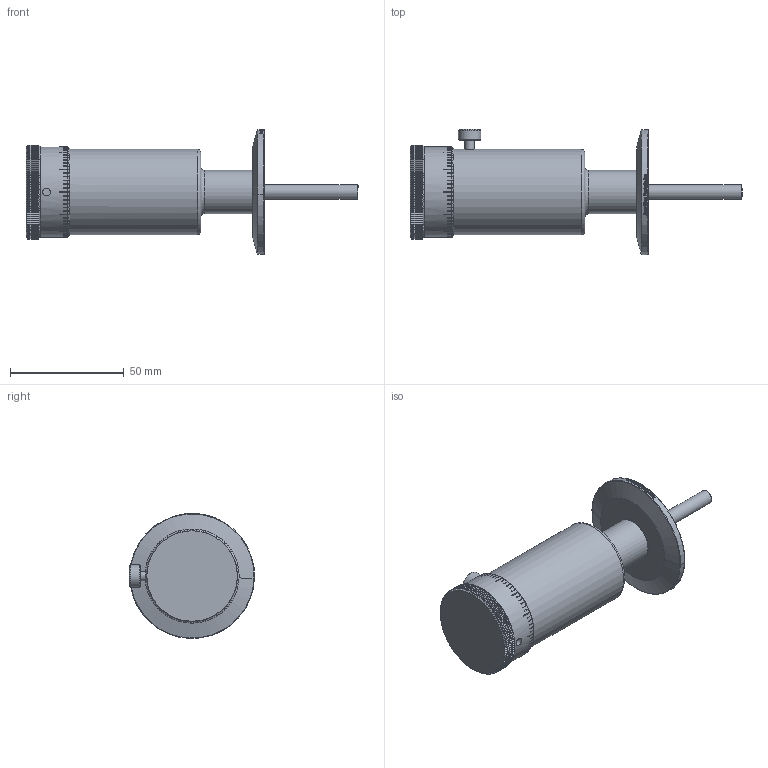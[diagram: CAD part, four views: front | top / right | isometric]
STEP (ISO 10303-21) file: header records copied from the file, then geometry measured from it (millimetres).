
FILE_DESCRIPTION(/* description */ ('Alibre Inc.'),/* implementation_level */ '2;1');
FILE_NAME(/* name */ 'export0',/* time_stamp */ '2018-01-18T13:03:07-08:00',/* author */ (''),/* organization */ (''),/* preprocessor_version */ 'ST-DEVELOPER v14',/* originating_system */ 'Alibre',/* authorisation */ '');
FILE_SCHEMA (('CONFIG_CONTROL_DESIGN'));
Length unit declared in the file: centimetre
Products named in the file (1): ID_1
Bounding box: 145.8 x 54.91 x 54.84 mm (x, y, z)
Volume: 105405.5 mm3; surface area: 20151.5 mm2
Topology: 1 solids, 1 shells, 907 faces, 2575 edges, 1713 vertices
Faces by surface type: plane 496, cylinder 253, bspline 138, cone 10, torus 9, sphere 1
Full cylindrical faces by diameter (mm): 3.454 x1, 4.166 x1, 6.35 x1, 9.906 x1, 12.725 x1, 14.249 x1, 15.85 x1, 19.05 x1, 19.177 x1, 37.465 x1, 37.846 x1, 39.7 x1
Entity records: 47965 total; most frequent: CARTESIAN_POINT 28998, ORIENTED_EDGE 5082, EDGE_CURVE 2541, DIRECTION 2345, VERTEX_POINT 1702, AXIS2_PLACEMENT_3D 1010, EDGE_LOOP 973, FACE_BOUND 973
